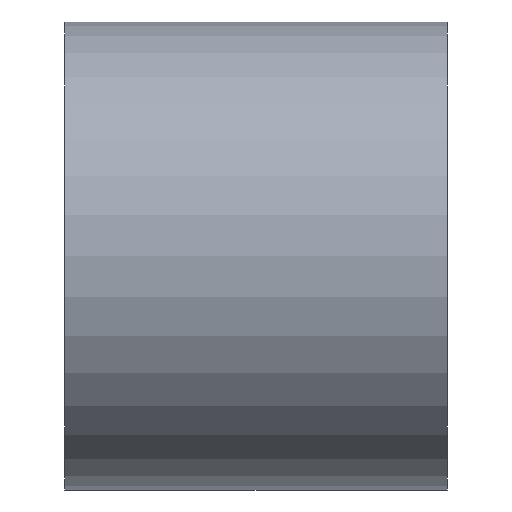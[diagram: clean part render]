
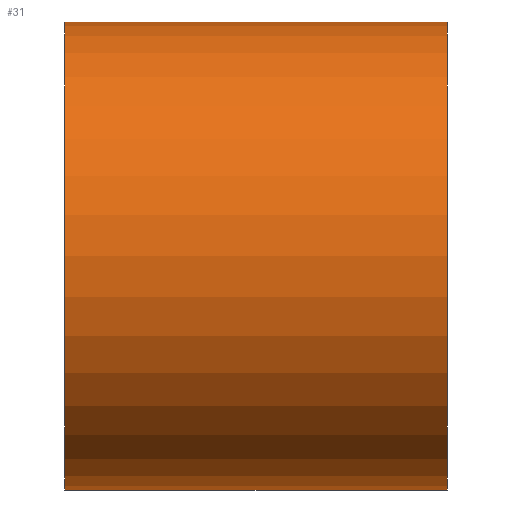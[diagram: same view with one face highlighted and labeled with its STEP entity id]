
A CAD part, left-side view. The second image highlights one B-rep face of the part: STEP entity #31.
In plain terms, the highlighted cylindrical face has radius 2.75 mm (diameter 5.5 mm), a partial arc.
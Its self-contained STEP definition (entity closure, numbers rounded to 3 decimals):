
#2 = VECTOR ( 'NONE', #153, 1000. ) ;
#4 = DIRECTION ( 'NONE',  ( 0., 1., 0. ) ) ;
#8 = CARTESIAN_POINT ( 'NONE',  ( 0., 0., -2.75 ) ) ;
#28 = CARTESIAN_POINT ( 'NONE',  ( 0., 0., 2.75 ) ) ;
#29 = ORIENTED_EDGE ( 'NONE', *, *, #83, .T. ) ;
#31 = ADVANCED_FACE ( 'NONE', ( #45 ), #158, .T. ) ;
#34 = CARTESIAN_POINT ( 'NONE',  ( 0., 4.5, 0. ) ) ;
#40 = CARTESIAN_POINT ( 'NONE',  ( 0., 4.5, 2.75 ) ) ;
#42 = CARTESIAN_POINT ( 'NONE',  ( 0., 4.5, 2.75 ) ) ;
#45 = FACE_OUTER_BOUND ( 'NONE', #171, .T. ) ;
#47 = VERTEX_POINT ( 'NONE', #187 ) ;
#48 = CARTESIAN_POINT ( 'NONE',  ( 0., 0., 0. ) ) ;
#54 = EDGE_CURVE ( 'NONE', #47, #194, #140, .T. ) ;
#83 = EDGE_CURVE ( 'NONE', #194, #162, #108, .T. ) ;
#88 = DIRECTION ( 'NONE',  ( 0., 1., 0. ) ) ;
#97 = AXIS2_PLACEMENT_3D ( 'NONE', #48, #88, #125 ) ;
#99 = DIRECTION ( 'NONE',  ( 0., -1., 0. ) ) ;
#108 = CIRCLE ( 'NONE', #97, 2.75 ) ;
#112 = VERTEX_POINT ( 'NONE', #42 ) ;
#123 = DIRECTION ( 'NONE',  ( 0., 0., -1. ) ) ;
#125 = DIRECTION ( 'NONE',  ( 0., 0., 1. ) ) ;
#127 = CARTESIAN_POINT ( 'NONE',  ( 0., 4.5, -2.75 ) ) ;
#137 = VECTOR ( 'NONE', #99, 1000. ) ;
#140 = LINE ( 'NONE', #127, #2 ) ;
#141 = ORIENTED_EDGE ( 'NONE', *, *, #152, .F. ) ;
#143 = AXIS2_PLACEMENT_3D ( 'NONE', #34, #172, #123 ) ;
#144 = CARTESIAN_POINT ( 'NONE',  ( 0., 4.5, 0. ) ) ;
#146 = ORIENTED_EDGE ( 'NONE', *, *, #176, .F. ) ;
#152 = EDGE_CURVE ( 'NONE', #47, #112, #193, .T. ) ;
#153 = DIRECTION ( 'NONE',  ( 0., -1., 0. ) ) ;
#158 = CYLINDRICAL_SURFACE ( 'NONE', #143, 2.75 ) ;
#161 = DIRECTION ( 'NONE',  ( 0., 0., 1. ) ) ;
#162 = VERTEX_POINT ( 'NONE', #28 ) ;
#167 = AXIS2_PLACEMENT_3D ( 'NONE', #144, #4, #161 ) ;
#171 = EDGE_LOOP ( 'NONE', ( #146, #141, #175, #29 ) ) ;
#172 = DIRECTION ( 'NONE',  ( 0., -1., 0. ) ) ;
#175 = ORIENTED_EDGE ( 'NONE', *, *, #54, .T. ) ;
#176 = EDGE_CURVE ( 'NONE', #112, #162, #177, .T. ) ;
#177 = LINE ( 'NONE', #40, #137 ) ;
#187 = CARTESIAN_POINT ( 'NONE',  ( 0., 4.5, -2.75 ) ) ;
#193 = CIRCLE ( 'NONE', #167, 2.75 ) ;
#194 = VERTEX_POINT ( 'NONE', #8 ) ;
